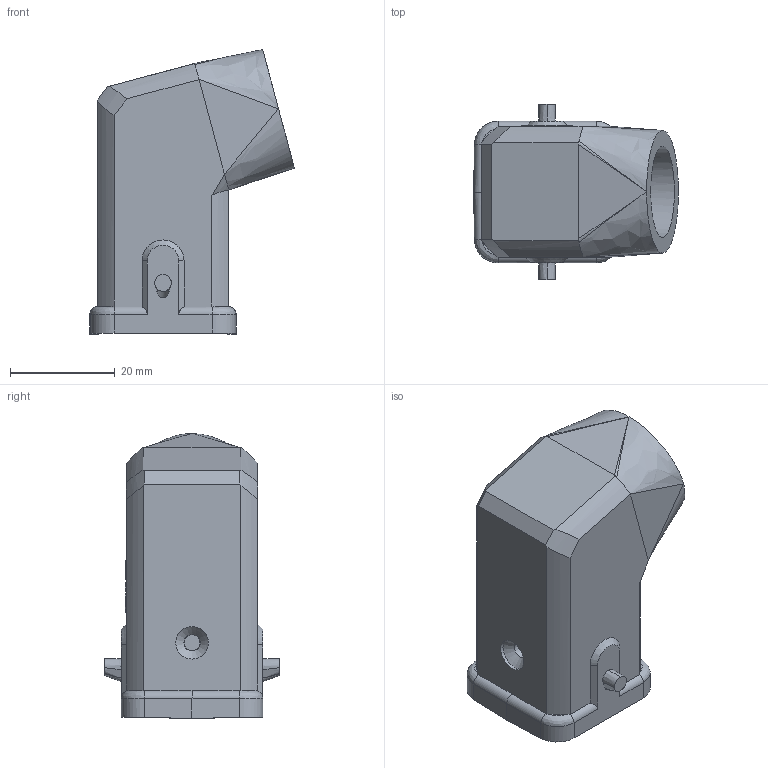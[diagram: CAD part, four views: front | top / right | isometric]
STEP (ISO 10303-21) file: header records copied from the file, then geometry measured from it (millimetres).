
FILE_DESCRIPTION(/* description */ (''),/* implementation_level */ '2;1');
FILE_NAME(/* name */ '100769148ugm000_a.stp',/* time_stamp */ '2019-03-25T16:24:26+01:00',/* author */ (''),/* organization */ (''),/* preprocessor_version */ 'ST-DEVELOPER v16.7',/* originating_system */ 'SIEMENS PLM Software NX 12.0',/* authorisation */ '');
FILE_SCHEMA (('AUTOMOTIVE_DESIGN { 1 0 10303 214 3 1 1 1 }'));
Length unit declared in the file: millimetre
Products named in the file (1): 100769148ugm000_a
Bounding box: 39.05 x 33.4 x 54.31 mm (x, y, z)
Volume: 13523.2 mm3; surface area: 10895.1 mm2
Topology: 1 solids, 1 shells, 265 faces, 689 edges, 441 vertices
Faces by surface type: plane 171, cylinder 51, bspline 34, cone 5, revolution 4
Full cylindrical faces by diameter (mm): 0.923 x1, 1.021 x1, 6.2 x1, 15 x1, 17.5 x1
Entity records: 10771 total; most frequent: CARTESIAN_POINT 2805, ORIENTED_EDGE 1348, DIRECTION 1106, EDGE_CURVE 674, VERTEX_POINT 437, LINE 388, VECTOR 388, AXIS2_PLACEMENT_3D 357
